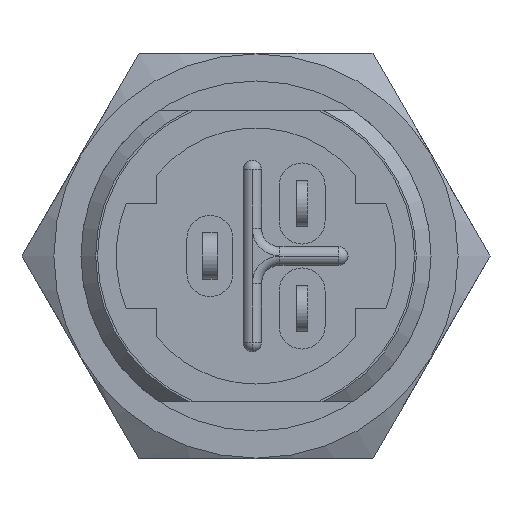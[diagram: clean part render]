
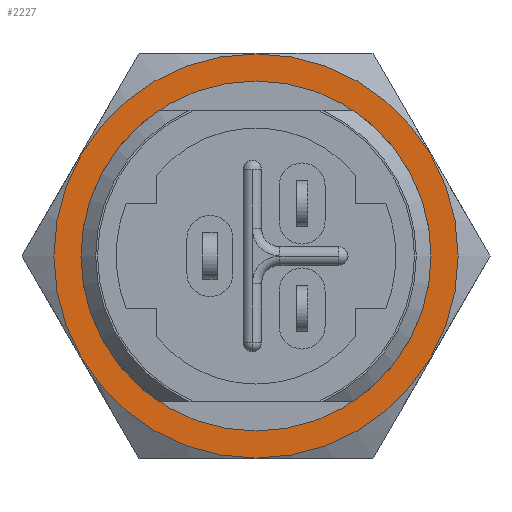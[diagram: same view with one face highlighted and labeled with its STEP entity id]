
A CAD part, left-side view. The second image highlights one B-rep face of the part: STEP entity #2227.
In plain terms, the highlighted face is planar.
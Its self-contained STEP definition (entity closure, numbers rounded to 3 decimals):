
#67 = EDGE_CURVE ( 'NONE', #1472, #3494, #1685, .T. ) ;
#301 = CIRCLE ( 'NONE', #3737, 9.5 ) ;
#476 = CIRCLE ( 'NONE', #2014, 9.5 ) ;
#481 = CARTESIAN_POINT ( 'NONE',  ( 0., 0., -1.75 ) ) ;
#520 = AXIS2_PLACEMENT_3D ( 'NONE', #621, #3286, #1001 ) ;
#601 = CARTESIAN_POINT ( 'NONE',  ( 0., 0., -1.75 ) ) ;
#618 = ORIENTED_EDGE ( 'NONE', *, *, #3562, .T. ) ;
#621 = CARTESIAN_POINT ( 'NONE',  ( 0., 0., -1.75 ) ) ;
#630 = DIRECTION ( 'NONE',  ( 0., 0., 1. ) ) ;
#781 = FACE_BOUND ( 'NONE', #2271, .T. ) ;
#859 = DIRECTION ( 'NONE',  ( 0., 0., 1. ) ) ;
#986 = DIRECTION ( 'NONE',  ( 1., 0., 0. ) ) ;
#1001 = DIRECTION ( 'NONE',  ( 1., 0., 0. ) ) ;
#1037 = CIRCLE ( 'NONE', #520, 10.97 ) ;
#1061 = EDGE_CURVE ( 'NONE', #3494, #1472, #1037, .T. ) ;
#1306 = AXIS2_PLACEMENT_3D ( 'NONE', #601, #3275, #986 ) ;
#1472 = VERTEX_POINT ( 'NONE', #1523 ) ;
#1523 = CARTESIAN_POINT ( 'NONE',  ( 10.97, 0., -1.75 ) ) ;
#1584 = VERTEX_POINT ( 'NONE', #4555 ) ;
#1671 = AXIS2_PLACEMENT_3D ( 'NONE', #481, #859, #3557 ) ;
#1685 = CIRCLE ( 'NONE', #1306, 10.97 ) ;
#1709 = ORIENTED_EDGE ( 'NONE', *, *, #1061, .F. ) ;
#1886 = DIRECTION ( 'NONE',  ( 0., 0., 1. ) ) ;
#2014 = AXIS2_PLACEMENT_3D ( 'NONE', #4201, #1886, #4599 ) ;
#2227 = ADVANCED_FACE ( 'NONE', ( #781, #2836 ), #2776, .F. ) ;
#2271 = EDGE_LOOP ( 'NONE', ( #2501, #618 ) ) ;
#2332 = EDGE_CURVE ( 'NONE', #4899, #1584, #301, .T. ) ;
#2374 = CARTESIAN_POINT ( 'NONE',  ( -10.97, 0., -1.75 ) ) ;
#2501 = ORIENTED_EDGE ( 'NONE', *, *, #2332, .T. ) ;
#2776 = PLANE ( 'NONE',  #1671 ) ;
#2836 = FACE_OUTER_BOUND ( 'NONE', #4346, .T. ) ;
#2927 = CARTESIAN_POINT ( 'NONE',  ( 0., 0., -1.75 ) ) ;
#3275 = DIRECTION ( 'NONE',  ( 0., 0., 1. ) ) ;
#3286 = DIRECTION ( 'NONE',  ( 0., 0., 1. ) ) ;
#3297 = DIRECTION ( 'NONE',  ( 1., 0., 0. ) ) ;
#3494 = VERTEX_POINT ( 'NONE', #2374 ) ;
#3557 = DIRECTION ( 'NONE',  ( 1., 0., 0. ) ) ;
#3562 = EDGE_CURVE ( 'NONE', #1584, #4899, #476, .T. ) ;
#3737 = AXIS2_PLACEMENT_3D ( 'NONE', #2927, #630, #3297 ) ;
#4172 = ORIENTED_EDGE ( 'NONE', *, *, #67, .F. ) ;
#4201 = CARTESIAN_POINT ( 'NONE',  ( 0., 0., -1.75 ) ) ;
#4346 = EDGE_LOOP ( 'NONE', ( #4172, #1709 ) ) ;
#4555 = CARTESIAN_POINT ( 'NONE',  ( 9.5, 0., -1.75 ) ) ;
#4599 = DIRECTION ( 'NONE',  ( 1., 0., 0. ) ) ;
#4861 = CARTESIAN_POINT ( 'NONE',  ( -9.5, 0., -1.75 ) ) ;
#4899 = VERTEX_POINT ( 'NONE', #4861 ) ;
